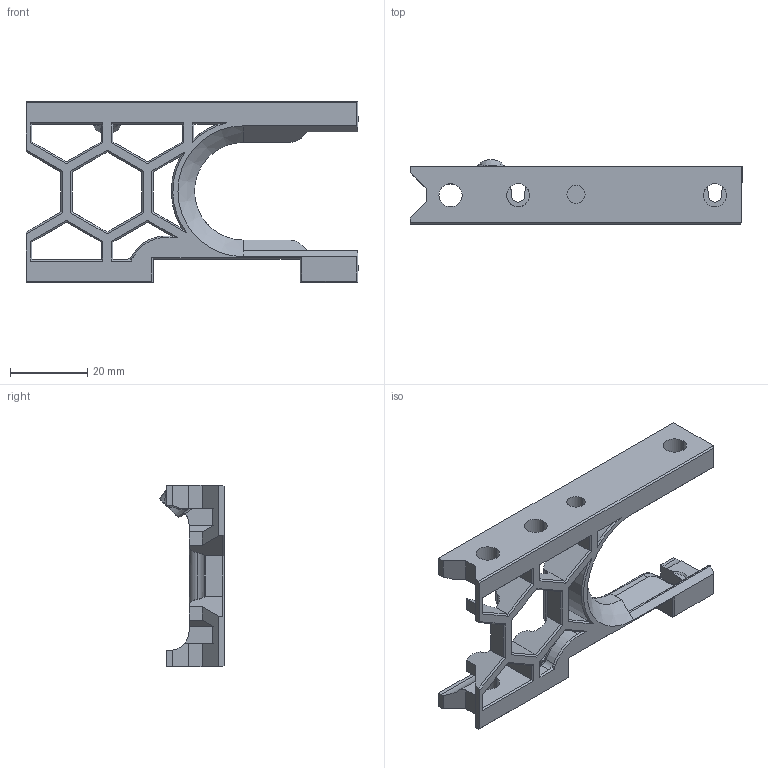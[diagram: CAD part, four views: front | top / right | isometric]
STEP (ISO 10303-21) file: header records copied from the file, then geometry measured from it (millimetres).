
FILE_DESCRIPTION (( 'STEP AP214' ), '1' );
FILE_NAME ('new_front_skirt_two_piece_b.STEP', '2021-10-23T19:14:39', ( '' ), ( '' ), 'SwSTEP 2.0', 'SolidWorks 2021', '' );
FILE_SCHEMA (( 'AUTOMOTIVE_DESIGN' ));
Length unit declared in the file: millimetre
Products named in the file (1): new_front_skirt_two_piece_b
Bounding box: 86 x 16.75 x 47 mm (x, y, z)
Volume: 16359.8 mm3; surface area: 10767.8 mm2
Topology: 1 solids, 1 shells, 261 faces, 711 edges, 442 vertices
Faces by surface type: plane 152, cylinder 50, bspline 35, cone 15, torus 9
Entity records: 9292 total; most frequent: CARTESIAN_POINT 3110, ORIENTED_EDGE 1412, DIRECTION 1120, EDGE_CURVE 706, VERTEX_POINT 442, LINE 428, VECTOR 428, AXIS2_PLACEMENT_3D 346
